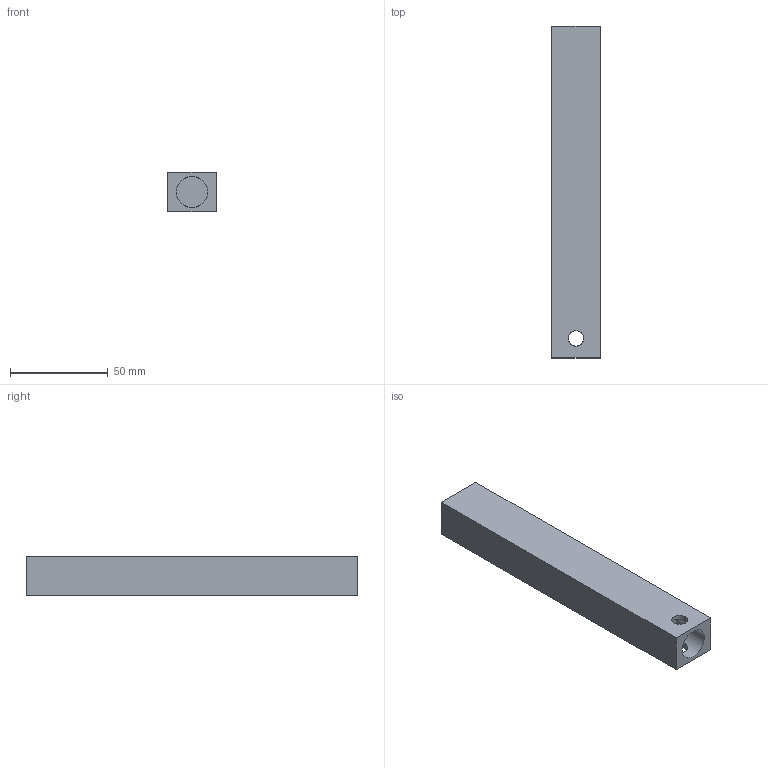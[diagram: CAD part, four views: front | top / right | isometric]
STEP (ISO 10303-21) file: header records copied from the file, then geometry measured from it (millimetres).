
FILE_DESCRIPTION(/* description */ (''),/* implementation_level */ '2;1');
FILE_NAME(/* name */ 'Tensile_test_bottom_adapter.stp',/* time_stamp */ '2023-09-20T14:50:40+09:00',/* author */ ('jsw'),/* organization */ (''),/* preprocessor_version */ 'ST-DEVELOPER v19.2',/* originating_system */ 'Autodesk Inventor 2024',/* authorisation */ '');
FILE_SCHEMA (('AUTOMOTIVE_DESIGN { 1 0 10303 214 3 1 1 }'));
Length unit declared in the file: millimetre
Products named in the file (1): Tensile_test_bottom_adapter
Bounding box: 25 x 170 x 20 mm (x, y, z)
Volume: 80226.5 mm3; surface area: 18193.5 mm2
Topology: 2 solids, 2 shells, 26 faces, 60 edges, 40 vertices
Faces by surface type: cylinder 10, plane 10, bspline 6
Full cylindrical faces by diameter (mm): 7.978 x3, 8 x2, 10.668 x2, 16 x1
Entity records: 3164 total; most frequent: CARTESIAN_POINT 2579, ORIENTED_EDGE 120, DIRECTION 83, EDGE_CURVE 60, VERTEX_POINT 40, EDGE_LOOP 34, AXIS2_PLACEMENT_3D 31, B_SPLINE_CURVE_WITH_KNOTS 29
